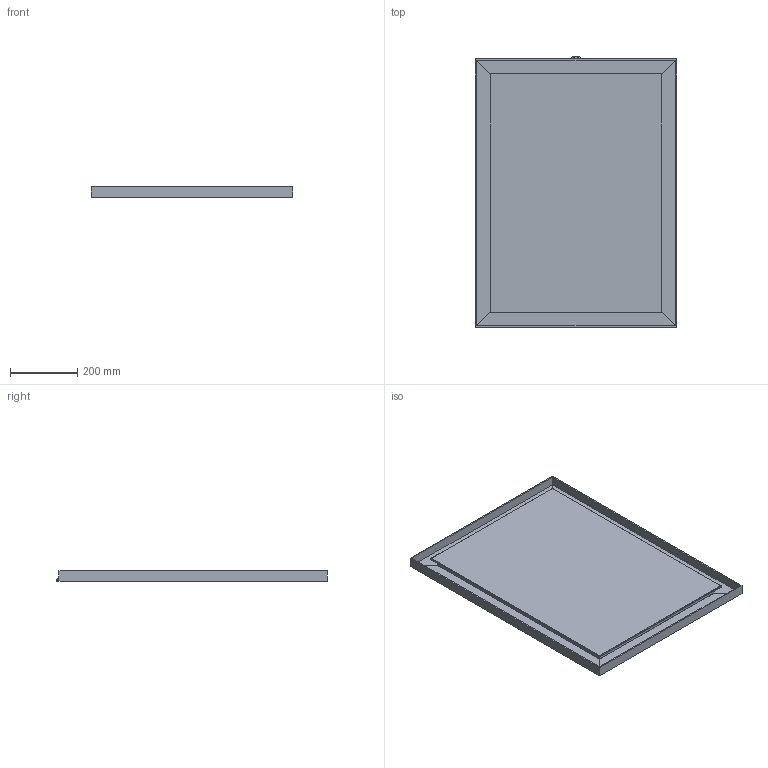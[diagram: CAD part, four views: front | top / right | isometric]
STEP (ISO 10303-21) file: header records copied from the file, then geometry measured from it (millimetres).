
FILE_DESCRIPTION((''),'2;1');
FILE_NAME('3443457246-ASM_ASM','2024-02-01T17:00:01',('Administrator'),(''),'CREO PARAMETRIC BY PTC INC, 2019080','CREO PARAMETRIC BY PTC INC, 2019080','');
FILE_SCHEMA(('CONFIG_CONTROL_DESIGN'));
Length unit declared in the file: millimetre
Products named in the file (35): MANIFOLD_SOLID_BREP-1_26; MANIFOLD_SOLID_BREP-2_21; MANIFOLD_SOLID_BREP-3_19; MANIFOLD_SOLID_BREP-4_15; 451-221_24_1; 451-221_24_2; 451-221_24_ASM; 451-220_3; MANIFOLD_SOLID_BREP_40_21; 179_212_MIRROR_FITTING_11; 179_213_FLANGE_297_250_FLANGE_1; 179-212_ASM_14_ASM; 600-LED-PCB_13; 336_440_WALLMOUNT_BRACKET-81861; SNP-30W-IP44_4; 179-213_ASM_12_ASM; 179-212-2_ASM_4_ASM; GYD-15-3_8; GYD-15-3-B_5; 336-450-3M_11; HO3VVH2-F-2X_4; 11386_6; 11386-A_5_1; 11386-A_5_2; 11386-A_5_ASM; 11386-3M_2; 11386_ASM_4_ASM; 450_400_LOCK_1; 450_401_LOCK_-_COVER_1; BF-25_ASM_1; 450-400_ASM_3_ASM; 7MMFXQ_3; 451-222_6; ADMI8724969C52S2_ASM_107_ASM; 3443457246-ASM_ASM
Assembly tree (41 placements, depth 5):
  3443457246-ASM_ASM
    ADMI8724969C52S2_ASM_107_ASM
      MANIFOLD_SOLID_BREP-1_26
      MANIFOLD_SOLID_BREP-2_21
      MANIFOLD_SOLID_BREP-3_19
      MANIFOLD_SOLID_BREP-4_15
      451-221_24_ASM
        451-221_24_1
        451-221_24_2
      451-220_3
      MANIFOLD_SOLID_BREP_40_21
      179-212_ASM_14_ASM  x2
        179_212_MIRROR_FITTING_11
        179_213_FLANGE_297_250_FLANGE_1
      600-LED-PCB_13
      179-213_ASM_12_ASM
        179_212_MIRROR_FITTING_11
        179_213_FLANGE_297_250_FLANGE_1
        336_440_WALLMOUNT_BRACKET-81861
        SNP-30W-IP44_4
      179-212-2_ASM_4_ASM  x2
        179_212_MIRROR_FITTING_11
        179_213_FLANGE_297_250_FLANGE_1
      GYD-15-3_8
      GYD-15-3-B_5
      336-450-3M_11
      HO3VVH2-F-2X_4
      11386_ASM_4_ASM  x2
        11386_6
        11386-A_5_ASM
          11386-A_5_1
          11386-A_5_2
        11386-3M_2
      450-400_ASM_3_ASM
        450_400_LOCK_1
        450_401_LOCK_-_COVER_1
        BF-25_ASM_1
      7MMFXQ_3
      451-222_6
Bounding box: 600 x 806.85 x 30 mm (x, y, z)
Volume: 3168910.7 mm3; surface area: 1956502.2 mm2
Topology: 37 solids, 37 shells, 2398 faces, 5902 edges, 3819 vertices
Faces by surface type: plane 1869, cylinder 364, torus 66, sphere 52, bspline 28, cone 10, extrusion 9
Entity records: 64886 total; most frequent: CARTESIAN_POINT 14568, ORIENTED_EDGE 10210, DIRECTION 9808, EDGE_CURVE 5105, VECTOR 4406, LINE 4397, VERTEX_POINT 3364, AXIS2_PLACEMENT_3D 2701
